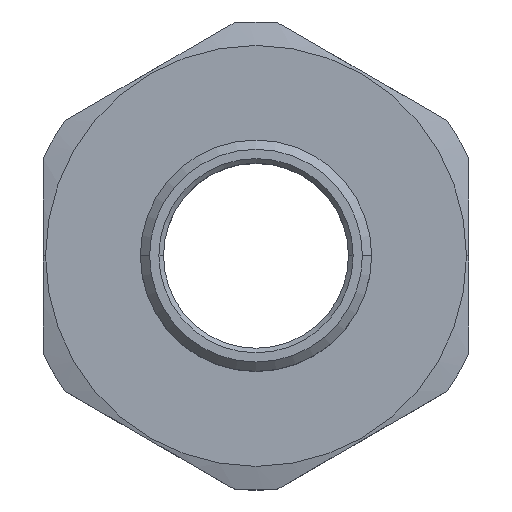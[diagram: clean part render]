
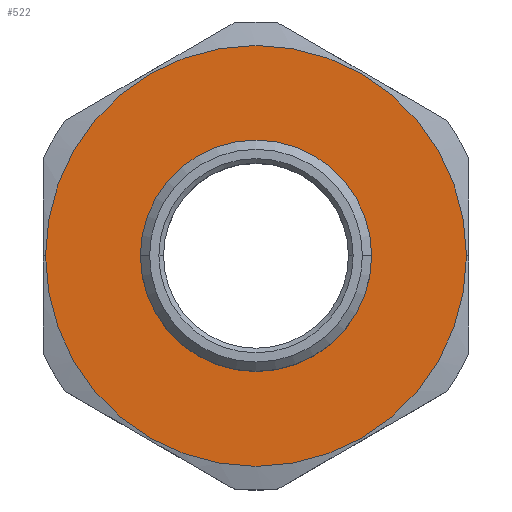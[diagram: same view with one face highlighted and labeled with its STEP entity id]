
A CAD part, top view. The second image highlights one B-rep face of the part: STEP entity #522.
In plain terms, the highlighted planar face has unit normal (0, 0, 1).
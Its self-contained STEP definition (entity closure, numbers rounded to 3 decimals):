
#63 = DIRECTION ( 'NONE',  ( 0., 0., -1. ) ) ;
#64 = PLANE ( 'NONE',  #1138 ) ;
#69 = DIRECTION ( 'NONE',  ( 0., 0., -1. ) ) ;
#129 = CARTESIAN_POINT ( 'NONE',  ( 22.75, 0., 20.2 ) ) ;
#179 = CARTESIAN_POINT ( 'NONE',  ( 0., 0., 20.2 ) ) ;
#209 = ORIENTED_EDGE ( 'NONE', *, *, #1413, .T. ) ;
#254 = DIRECTION ( 'NONE',  ( 0., 0., -1. ) ) ;
#362 = CARTESIAN_POINT ( 'NONE',  ( 0., 0., 20.2 ) ) ;
#370 = CIRCLE ( 'NONE', #643, 22.75 ) ;
#387 = CIRCLE ( 'NONE', #524, 22.75 ) ;
#456 = AXIS2_PLACEMENT_3D ( 'NONE', #362, #254, #1021 ) ;
#515 = VERTEX_POINT ( 'NONE', #1282 ) ;
#522 = ADVANCED_FACE ( 'NONE', ( #800, #1273 ), #64, .F. ) ;
#524 = AXIS2_PLACEMENT_3D ( 'NONE', #1361, #1241, #580 ) ;
#551 = EDGE_LOOP ( 'NONE', ( #1169, #1129 ) ) ;
#580 = DIRECTION ( 'NONE',  ( -1., 0., 0. ) ) ;
#619 = EDGE_LOOP ( 'NONE', ( #933, #209 ) ) ;
#643 = AXIS2_PLACEMENT_3D ( 'NONE', #179, #63, #731 ) ;
#687 = CIRCLE ( 'NONE', #456, 12.5 ) ;
#694 = EDGE_CURVE ( 'NONE', #947, #845, #687, .T. ) ;
#723 = EDGE_CURVE ( 'NONE', #515, #1181, #387, .T. ) ;
#731 = DIRECTION ( 'NONE',  ( -1., 0., 0. ) ) ;
#773 = DIRECTION ( 'NONE',  ( 0., 1., 0. ) ) ;
#800 = FACE_OUTER_BOUND ( 'NONE', #551, .T. ) ;
#809 = CIRCLE ( 'NONE', #1442, 12.5 ) ;
#845 = VERTEX_POINT ( 'NONE', #1199 ) ;
#933 = ORIENTED_EDGE ( 'NONE', *, *, #694, .T. ) ;
#946 = CARTESIAN_POINT ( 'NONE',  ( 0., 12.5, 20.2 ) ) ;
#947 = VERTEX_POINT ( 'NONE', #1102 ) ;
#968 = EDGE_CURVE ( 'NONE', #1181, #515, #370, .T. ) ;
#984 = DIRECTION ( 'NONE',  ( 0., 0., -1. ) ) ;
#1021 = DIRECTION ( 'NONE',  ( 0., 1., 0. ) ) ;
#1102 = CARTESIAN_POINT ( 'NONE',  ( 0., 12.5, 20.2 ) ) ;
#1129 = ORIENTED_EDGE ( 'NONE', *, *, #968, .F. ) ;
#1138 = AXIS2_PLACEMENT_3D ( 'NONE', #946, #69, #1397 ) ;
#1169 = ORIENTED_EDGE ( 'NONE', *, *, #723, .F. ) ;
#1181 = VERTEX_POINT ( 'NONE', #129 ) ;
#1199 = CARTESIAN_POINT ( 'NONE',  ( 0., -12.5, 20.2 ) ) ;
#1200 = CARTESIAN_POINT ( 'NONE',  ( 0., 0., 20.2 ) ) ;
#1241 = DIRECTION ( 'NONE',  ( 0., 0., -1. ) ) ;
#1273 = FACE_BOUND ( 'NONE', #619, .T. ) ;
#1282 = CARTESIAN_POINT ( 'NONE',  ( -22.75, 0., 20.2 ) ) ;
#1361 = CARTESIAN_POINT ( 'NONE',  ( 0., 0., 20.2 ) ) ;
#1397 = DIRECTION ( 'NONE',  ( -1., 0., 0. ) ) ;
#1413 = EDGE_CURVE ( 'NONE', #845, #947, #809, .T. ) ;
#1442 = AXIS2_PLACEMENT_3D ( 'NONE', #1200, #984, #773 ) ;
